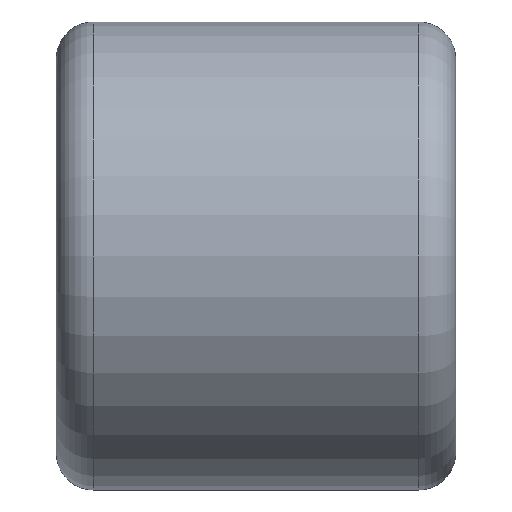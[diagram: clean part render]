
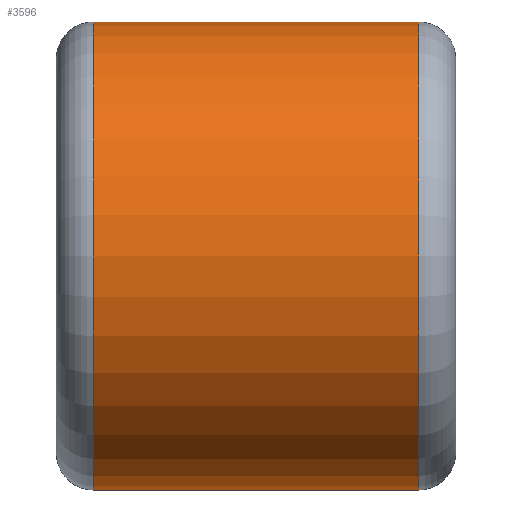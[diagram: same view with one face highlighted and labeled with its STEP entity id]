
A CAD part, front view. The second image highlights one B-rep face of the part: STEP entity #3596.
In plain terms, the highlighted cylindrical face has radius 41 mm (diameter 82 mm), a partial arc.
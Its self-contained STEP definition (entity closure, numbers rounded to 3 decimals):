
#6 = LINE ( 'NONE', #3490, #614 ) ;
#142 = ORIENTED_EDGE ( 'NONE', *, *, #1499, .T. ) ;
#172 = VERTEX_POINT ( 'NONE', #4899 ) ;
#471 = CIRCLE ( 'NONE', #3755, 41. ) ;
#614 = VECTOR ( 'NONE', #5893, 1000. ) ;
#691 = AXIS2_PLACEMENT_3D ( 'NONE', #992, #922, #5865 ) ;
#878 = ORIENTED_EDGE ( 'NONE', *, *, #5382, .F. ) ;
#922 = DIRECTION ( 'NONE',  ( -1., 0., 0. ) ) ;
#973 = DIRECTION ( 'NONE',  ( -1., 0., 0. ) ) ;
#992 = CARTESIAN_POINT ( 'NONE',  ( -57.637, 0., 291.987 ) ) ;
#1135 = EDGE_LOOP ( 'NONE', ( #878, #4473, #142, #4856 ) ) ;
#1280 = VERTEX_POINT ( 'NONE', #2101 ) ;
#1443 = AXIS2_PLACEMENT_3D ( 'NONE', #4536, #2600, #3530 ) ;
#1465 = CARTESIAN_POINT ( 'NONE',  ( -57.637, 0., 250.987 ) ) ;
#1499 = EDGE_CURVE ( 'NONE', #1280, #6021, #6, .T. ) ;
#1525 = CARTESIAN_POINT ( 'NONE',  ( -28.5, 0., 332.987 ) ) ;
#2101 = CARTESIAN_POINT ( 'NONE',  ( 28.5, 0., 332.987 ) ) ;
#2550 = DIRECTION ( 'NONE',  ( 0., 0., -1. ) ) ;
#2600 = DIRECTION ( 'NONE',  ( -1., 0., 0. ) ) ;
#2810 = CARTESIAN_POINT ( 'NONE',  ( -28.5, 0., 250.987 ) ) ;
#2878 = FACE_OUTER_BOUND ( 'NONE', #1135, .T. ) ;
#3346 = EDGE_CURVE ( 'NONE', #172, #1280, #6268, .T. ) ;
#3435 = EDGE_CURVE ( 'NONE', #6021, #4599, #471, .T. ) ;
#3490 = CARTESIAN_POINT ( 'NONE',  ( -57.637, 0., 332.987 ) ) ;
#3530 = DIRECTION ( 'NONE',  ( 0., 0., 1. ) ) ;
#3596 = ADVANCED_FACE ( 'NONE', ( #2878 ), #3883, .T. ) ;
#3755 = AXIS2_PLACEMENT_3D ( 'NONE', #4953, #4032, #2550 ) ;
#3883 = CYLINDRICAL_SURFACE ( 'NONE', #691, 41. ) ;
#3899 = LINE ( 'NONE', #1465, #3955 ) ;
#3955 = VECTOR ( 'NONE', #973, 1000. ) ;
#4032 = DIRECTION ( 'NONE',  ( 1., 0., 0. ) ) ;
#4473 = ORIENTED_EDGE ( 'NONE', *, *, #3346, .T. ) ;
#4536 = CARTESIAN_POINT ( 'NONE',  ( 28.5, 0., 291.987 ) ) ;
#4599 = VERTEX_POINT ( 'NONE', #2810 ) ;
#4856 = ORIENTED_EDGE ( 'NONE', *, *, #3435, .T. ) ;
#4899 = CARTESIAN_POINT ( 'NONE',  ( 28.5, 0., 250.987 ) ) ;
#4953 = CARTESIAN_POINT ( 'NONE',  ( -28.5, 0., 291.987 ) ) ;
#5382 = EDGE_CURVE ( 'NONE', #172, #4599, #3899, .T. ) ;
#5865 = DIRECTION ( 'NONE',  ( 0., 0., 1. ) ) ;
#5893 = DIRECTION ( 'NONE',  ( -1., 0., 0. ) ) ;
#6021 = VERTEX_POINT ( 'NONE', #1525 ) ;
#6268 = CIRCLE ( 'NONE', #1443, 41. ) ;
